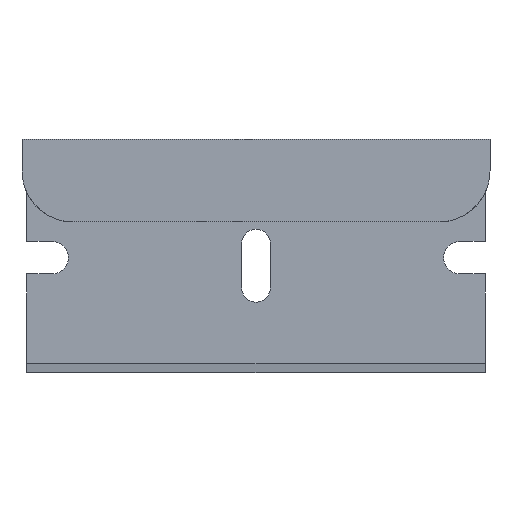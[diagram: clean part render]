
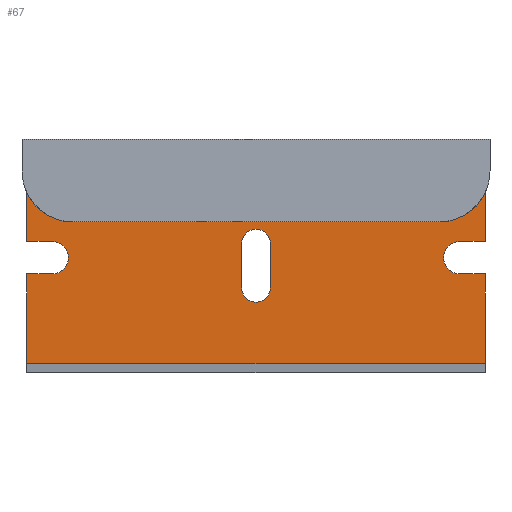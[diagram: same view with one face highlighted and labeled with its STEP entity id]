
A CAD part, top view. The second image highlights one B-rep face of the part: STEP entity #67.
In plain terms, the highlighted planar face has unit normal (0, 0, 1).
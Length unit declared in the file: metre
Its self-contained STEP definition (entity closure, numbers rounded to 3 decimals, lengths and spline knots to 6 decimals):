
#67 = ADVANCED_FACE( '', ( #146, #147 ), #148, .F. );
#146 = FACE_BOUND( '', #236, .T. );
#147 = FACE_OUTER_BOUND( '', #237, .T. );
#148 = PLANE( '', #238 );
#236 = EDGE_LOOP( '', ( #366, #367, #368, #369 ) );
#237 = EDGE_LOOP( '', ( #370, #371, #372, #373, #374, #375, #376, #377, #378, #379, #380, #381, #382, #383 ) );
#238 = AXIS2_PLACEMENT_3D( '', #384, #385, #386 );
#366 = ORIENTED_EDGE( '', *, *, #596, .T. );
#367 = ORIENTED_EDGE( '', *, *, #597, .T. );
#368 = ORIENTED_EDGE( '', *, *, #585, .T. );
#369 = ORIENTED_EDGE( '', *, *, #598, .T. );
#370 = ORIENTED_EDGE( '', *, *, #561, .T. );
#371 = ORIENTED_EDGE( '', *, *, #599, .T. );
#372 = ORIENTED_EDGE( '', *, *, #600, .T. );
#373 = ORIENTED_EDGE( '', *, *, #601, .T. );
#374 = ORIENTED_EDGE( '', *, *, #602, .T. );
#375 = ORIENTED_EDGE( '', *, *, #571, .T. );
#376 = ORIENTED_EDGE( '', *, *, #603, .F. );
#377 = ORIENTED_EDGE( '', *, *, #604, .T. );
#378 = ORIENTED_EDGE( '', *, *, #579, .T. );
#379 = ORIENTED_EDGE( '', *, *, #557, .T. );
#380 = ORIENTED_EDGE( '', *, *, #605, .T. );
#381 = ORIENTED_EDGE( '', *, *, #594, .T. );
#382 = ORIENTED_EDGE( '', *, *, #587, .T. );
#383 = ORIENTED_EDGE( '', *, *, #606, .T. );
#384 = CARTESIAN_POINT( '', ( 0., 0., 0.000114 ) );
#385 = DIRECTION( '', ( 0., 0., -1. ) );
#386 = DIRECTION( '', ( -1., 0., 0. ) );
#557 = EDGE_CURVE( '', #657, #661, #663, .T. );
#561 = EDGE_CURVE( '', #670, #668, #671, .T. );
#571 = EDGE_CURVE( '', #689, #687, #690, .T. );
#579 = EDGE_CURVE( '', #701, #657, #702, .T. );
#585 = EDGE_CURVE( '', #706, #710, #712, .T. );
#587 = EDGE_CURVE( '', #714, #715, #716, .T. );
#594 = EDGE_CURVE( '', #723, #714, #726, .T. );
#596 = EDGE_CURVE( '', #728, #729, #730, .T. );
#597 = EDGE_CURVE( '', #729, #706, #731, .T. );
#598 = EDGE_CURVE( '', #710, #728, #732, .T. );
#599 = EDGE_CURVE( '', #668, #733, #734, .T. );
#600 = EDGE_CURVE( '', #733, #735, #736, .T. );
#601 = EDGE_CURVE( '', #735, #737, #738, .T. );
#602 = EDGE_CURVE( '', #737, #689, #739, .T. );
#603 = EDGE_CURVE( '', #740, #687, #741, .T. );
#604 = EDGE_CURVE( '', #740, #701, #742, .T. );
#605 = EDGE_CURVE( '', #661, #723, #743, .T. );
#606 = EDGE_CURVE( '', #715, #670, #744, .T. );
#657 = VERTEX_POINT( '', #809 );
#661 = VERTEX_POINT( '', #815 );
#663 = LINE( '', #818, #819 );
#668 = VERTEX_POINT( '', #825 );
#670 = VERTEX_POINT( '', #828 );
#671 = LINE( '', #829, #830 );
#687 = VERTEX_POINT( '', #850 );
#689 = VERTEX_POINT( '', #853 );
#690 = CIRCLE( '', #854, 0.004318 );
#701 = VERTEX_POINT( '', #870 );
#702 = LINE( '', #871, #872 );
#706 = VERTEX_POINT( '', #877 );
#710 = VERTEX_POINT( '', #883 );
#712 = LINE( '', #886, #887 );
#714 = VERTEX_POINT( '', #889 );
#715 = VERTEX_POINT( '', #890 );
#716 = LINE( '', #891, #892 );
#723 = VERTEX_POINT( '', #902 );
#726 = LINE( '', #907, #908 );
#728 = VERTEX_POINT( '', #910 );
#729 = VERTEX_POINT( '', #911 );
#730 = LINE( '', #912, #913 );
#731 = CIRCLE( '', #914, 0.001213 );
#732 = CIRCLE( '', #915, 0.001213 );
#733 = VERTEX_POINT( '', #916 );
#734 = LINE( '', #917, #918 );
#735 = VERTEX_POINT( '', #919 );
#736 = CIRCLE( '', #920, 0.001372 );
#737 = VERTEX_POINT( '', #921 );
#738 = LINE( '', #922, #923 );
#739 = LINE( '', #924, #925 );
#740 = VERTEX_POINT( '', #926 );
#741 = LINE( '', #927, #928 );
#742 = CIRCLE( '', #929, 0.004318 );
#743 = CIRCLE( '', #930, 0.001372 );
#744 = LINE( '', #931, #932 );
#809 = CARTESIAN_POINT( '', ( -0.019412, 0.0111, 0.000114 ) );
#815 = CARTESIAN_POINT( '', ( -0.017247, 0.0111, 0.000114 ) );
#818 = CARTESIAN_POINT( '', ( 0., 0.0111, 0.000114 ) );
#819 = VECTOR( '', #1021, 1. );
#825 = CARTESIAN_POINT( '', ( 0.019412, 0.008357, 0.000114 ) );
#828 = CARTESIAN_POINT( '', ( 0.019412, 0.000762, 0.000114 ) );
#829 = CARTESIAN_POINT( '', ( 0.019412, 0.019736, 0.000114 ) );
#830 = VECTOR( '', #1024, 1. );
#850 = CARTESIAN_POINT( '', ( 0.015494, 0.012751, 0.000114 ) );
#853 = CARTESIAN_POINT( '', ( 0.019412, 0.015254, 0.000114 ) );
#854 = AXIS2_PLACEMENT_3D( '', #1039, #1040, #1041 );
#870 = CARTESIAN_POINT( '', ( -0.019412, 0.015254, 0.000114 ) );
#871 = CARTESIAN_POINT( '', ( -0.019412, 0.019736, 0.000114 ) );
#872 = VECTOR( '', #1047, 1. );
#877 = CARTESIAN_POINT( '', ( 0.001213, 0.010928, 0.000114 ) );
#883 = CARTESIAN_POINT( '', ( 0.001213, 0.007169, 0.000114 ) );
#886 = CARTESIAN_POINT( '', ( 0.001213, 0., 0.000114 ) );
#887 = VECTOR( '', #1052, 1. );
#889 = CARTESIAN_POINT( '', ( -0.019412, 0.008357, 0.000114 ) );
#890 = CARTESIAN_POINT( '', ( -0.019412, 0.000762, 0.000114 ) );
#891 = CARTESIAN_POINT( '', ( -0.019412, 0.019736, 0.000114 ) );
#892 = VECTOR( '', #1053, 1. );
#902 = CARTESIAN_POINT( '', ( -0.017247, 0.008357, 0.000114 ) );
#907 = CARTESIAN_POINT( '', ( 0., 0.008357, 0.000114 ) );
#908 = VECTOR( '', #1059, 1. );
#910 = CARTESIAN_POINT( '', ( -0.001213, 0.007169, 0.000114 ) );
#911 = CARTESIAN_POINT( '', ( -0.001213, 0.010928, 0.000114 ) );
#912 = CARTESIAN_POINT( '', ( -0.001213, 0., 0.000114 ) );
#913 = VECTOR( '', #1060, 1. );
#914 = AXIS2_PLACEMENT_3D( '', #1061, #1062, #1063 );
#915 = AXIS2_PLACEMENT_3D( '', #1064, #1065, #1066 );
#916 = CARTESIAN_POINT( '', ( 0.017247, 0.008357, 0.000114 ) );
#917 = CARTESIAN_POINT( '', ( 0., 0.008357, 0.000114 ) );
#918 = VECTOR( '', #1067, 1. );
#919 = CARTESIAN_POINT( '', ( 0.017247, 0.0111, 0.000114 ) );
#920 = AXIS2_PLACEMENT_3D( '', #1068, #1069, #1070 );
#921 = CARTESIAN_POINT( '', ( 0.019412, 0.0111, 0.000114 ) );
#922 = CARTESIAN_POINT( '', ( 0., 0.0111, 0.000114 ) );
#923 = VECTOR( '', #1071, 1. );
#924 = CARTESIAN_POINT( '', ( 0.019412, 0.019736, 0.000114 ) );
#925 = VECTOR( '', #1072, 1. );
#926 = CARTESIAN_POINT( '', ( -0.015494, 0.012751, 0.000114 ) );
#927 = CARTESIAN_POINT( '', ( 0., 0.012751, 0.000114 ) );
#928 = VECTOR( '', #1073, 1. );
#929 = AXIS2_PLACEMENT_3D( '', #1074, #1075, #1076 );
#930 = AXIS2_PLACEMENT_3D( '', #1077, #1078, #1079 );
#931 = CARTESIAN_POINT( '', ( -0.019412, 0.000762, 0.000114 ) );
#932 = VECTOR( '', #1080, 1. );
#1021 = DIRECTION( '', ( 1., 0., 0. ) );
#1024 = DIRECTION( '', ( 0., 1., 0. ) );
#1039 = CARTESIAN_POINT( '', ( 0.015494, 0.017069, 0.000114 ) );
#1040 = DIRECTION( '', ( 0., 0., -1. ) );
#1041 = DIRECTION( '', ( -1., 0., 0. ) );
#1047 = DIRECTION( '', ( 0., -1., 0. ) );
#1052 = DIRECTION( '', ( 0., -1., 0. ) );
#1053 = DIRECTION( '', ( 0., -1., 0. ) );
#1059 = DIRECTION( '', ( -1., 0., 0. ) );
#1060 = DIRECTION( '', ( 0., 1., 0. ) );
#1061 = CARTESIAN_POINT( '', ( 0., 0.010928, 0.000114 ) );
#1062 = DIRECTION( '', ( 0., 0., -1. ) );
#1063 = DIRECTION( '', ( -1., 0., 0. ) );
#1064 = CARTESIAN_POINT( '', ( 0., 0.007169, 0.000114 ) );
#1065 = DIRECTION( '', ( 0., 0., -1. ) );
#1066 = DIRECTION( '', ( -1., 0., 0. ) );
#1067 = DIRECTION( '', ( -1., 0., 0. ) );
#1068 = CARTESIAN_POINT( '', ( 0.017247, 0.009728, 0.000114 ) );
#1069 = DIRECTION( '', ( 0., 0., -1. ) );
#1070 = DIRECTION( '', ( -1., 0., 0. ) );
#1071 = DIRECTION( '', ( 1., 0., 0. ) );
#1072 = DIRECTION( '', ( 0., 1., 0. ) );
#1073 = DIRECTION( '', ( 1., 0., 0. ) );
#1074 = CARTESIAN_POINT( '', ( -0.015494, 0.017069, 0.000114 ) );
#1075 = DIRECTION( '', ( 0., 0., -1. ) );
#1076 = DIRECTION( '', ( -1., 0., 0. ) );
#1077 = CARTESIAN_POINT( '', ( -0.017247, 0.009728, 0.000114 ) );
#1078 = DIRECTION( '', ( 0., 0., -1. ) );
#1079 = DIRECTION( '', ( -1., 0., 0. ) );
#1080 = DIRECTION( '', ( 1., 0., 0. ) );
